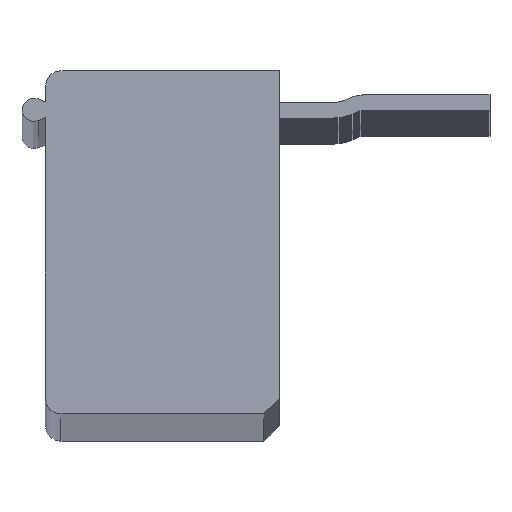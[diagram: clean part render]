
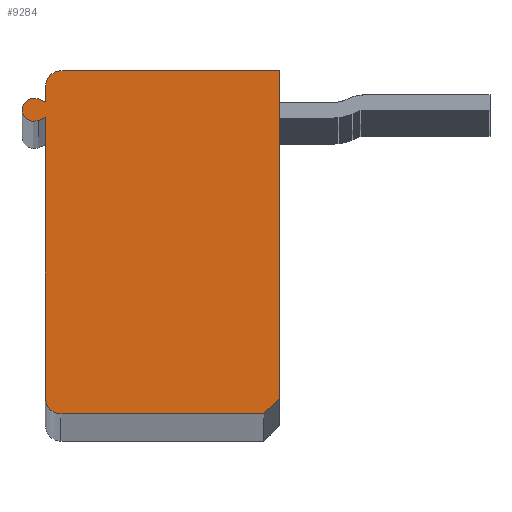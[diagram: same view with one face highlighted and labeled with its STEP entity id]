
A CAD part, top view. The second image highlights one B-rep face of the part: STEP entity #9284.
In plain terms, the highlighted planar face has unit normal (0, 0, 1).
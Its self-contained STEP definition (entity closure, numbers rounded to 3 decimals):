
#1=DIRECTION('',(0.707,0.707,0.));
#2=VECTOR('',#1,1.414);
#3=CARTESIAN_POINT('',(6.5,0.,980.));
#4=LINE('',#3,#2);
#5=DIRECTION('',(1.,0.,0.));
#6=VECTOR('',#5,13.);
#7=CARTESIAN_POINT('',(-6.5,0.,980.));
#8=LINE('',#7,#6);
#9=CARTESIAN_POINT('',(-6.5,1.,980.));
#10=DIRECTION('',(0.,0.,1.));
#11=DIRECTION('',(-1.,0.,0.));
#12=AXIS2_PLACEMENT_3D('',#9,#10,#11);
#14=DIRECTION('',(0.,-1.,0.));
#15=VECTOR('',#14,18.);
#16=CARTESIAN_POINT('',(-7.5,19.,980.));
#17=LINE('',#16,#15);
#18=DIRECTION('',(0.923,0.385,0.));
#19=VECTOR('',#18,0.5);
#20=CARTESIAN_POINT('',(-7.962,18.808,980.));
#21=LINE('',#20,#19);
#22=CARTESIAN_POINT('',(-8.25,19.5,980.));
#23=DIRECTION('',(0.,0.,1.));
#24=DIRECTION('',(0.385,0.923,0.));
#25=AXIS2_PLACEMENT_3D('',#22,#23,#24);
#27=DIRECTION('',(-0.923,0.385,0.));
#28=VECTOR('',#27,0.5);
#29=CARTESIAN_POINT('',(-7.5,20.,980.));
#30=LINE('',#29,#28);
#31=DIRECTION('',(0.,-1.,0.));
#32=VECTOR('',#31,1.);
#33=CARTESIAN_POINT('',(-7.5,21.,980.));
#34=LINE('',#33,#32);
#35=CARTESIAN_POINT('',(-6.5,21.,980.));
#36=DIRECTION('',(0.,0.,1.));
#37=DIRECTION('',(0.,1.,0.));
#38=AXIS2_PLACEMENT_3D('',#35,#36,#37);
#40=DIRECTION('',(-1.,0.,0.));
#41=VECTOR('',#40,14.);
#42=CARTESIAN_POINT('',(7.5,22.,980.));
#43=LINE('',#42,#41);
#44=DIRECTION('',(0.,1.,0.));
#45=VECTOR('',#44,21.);
#46=CARTESIAN_POINT('',(7.5,1.,980.));
#47=LINE('',#46,#45);
#7051=CARTESIAN_POINT('',(6.5,0.,980.));
#7052=CARTESIAN_POINT('',(7.5,1.,980.));
#7053=VERTEX_POINT('',#7051);
#7054=VERTEX_POINT('',#7052);
#7055=CARTESIAN_POINT('',(7.5,22.,980.));
#7056=VERTEX_POINT('',#7055);
#7057=CARTESIAN_POINT('',(-6.5,22.,980.));
#7058=VERTEX_POINT('',#7057);
#7059=CARTESIAN_POINT('',(-7.5,21.,980.));
#7060=VERTEX_POINT('',#7059);
#7061=CARTESIAN_POINT('',(-7.5,20.,980.));
#7062=VERTEX_POINT('',#7061);
#7063=CARTESIAN_POINT('',(-7.962,20.192,980.));
#7064=VERTEX_POINT('',#7063);
#7065=CARTESIAN_POINT('',(-7.962,18.808,980.));
#7066=VERTEX_POINT('',#7065);
#7067=CARTESIAN_POINT('',(-7.5,19.,980.));
#7068=VERTEX_POINT('',#7067);
#7069=CARTESIAN_POINT('',(-7.5,1.,980.));
#7070=VERTEX_POINT('',#7069);
#7071=CARTESIAN_POINT('',(-6.5,0.,980.));
#7072=VERTEX_POINT('',#7071);
#9255=CARTESIAN_POINT('',(0.,0.,980.));
#9256=DIRECTION('',(0.,0.,1.));
#9257=DIRECTION('',(1.,0.,0.));
#9258=AXIS2_PLACEMENT_3D('',#9255,#9256,#9257);
#9259=PLANE('',#9258);
#9261=ORIENTED_EDGE('',*,*,#9260,.F.);
#9263=ORIENTED_EDGE('',*,*,#9262,.F.);
#9265=ORIENTED_EDGE('',*,*,#9264,.F.);
#9267=ORIENTED_EDGE('',*,*,#9266,.F.);
#9269=ORIENTED_EDGE('',*,*,#9268,.F.);
#9271=ORIENTED_EDGE('',*,*,#9270,.F.);
#9273=ORIENTED_EDGE('',*,*,#9272,.F.);
#9275=ORIENTED_EDGE('',*,*,#9274,.F.);
#9277=ORIENTED_EDGE('',*,*,#9276,.F.);
#9279=ORIENTED_EDGE('',*,*,#9278,.F.);
#9281=ORIENTED_EDGE('',*,*,#9280,.F.);
#9282=EDGE_LOOP('',(#9261,#9263,#9265,#9267,#9269,#9271,#9273,#9275,#9277,#9279,
#9281));
#9283=FACE_OUTER_BOUND('',#9282,.F.);
#9284=ADVANCED_FACE('',(#9283),#9259,.T.);
#13=CIRCLE('',#12,1.);
#26=CIRCLE('',#25,0.75);
#39=CIRCLE('',#38,1.);
#9260=EDGE_CURVE('',#7053,#7054,#4,.T.);
#9262=EDGE_CURVE('',#7072,#7053,#8,.T.);
#9264=EDGE_CURVE('',#7070,#7072,#13,.T.);
#9266=EDGE_CURVE('',#7068,#7070,#17,.T.);
#9268=EDGE_CURVE('',#7066,#7068,#21,.T.);
#9270=EDGE_CURVE('',#7064,#7066,#26,.T.);
#9272=EDGE_CURVE('',#7062,#7064,#30,.T.);
#9274=EDGE_CURVE('',#7060,#7062,#34,.T.);
#9276=EDGE_CURVE('',#7058,#7060,#39,.T.);
#9278=EDGE_CURVE('',#7056,#7058,#43,.T.);
#9280=EDGE_CURVE('',#7054,#7056,#47,.T.);
